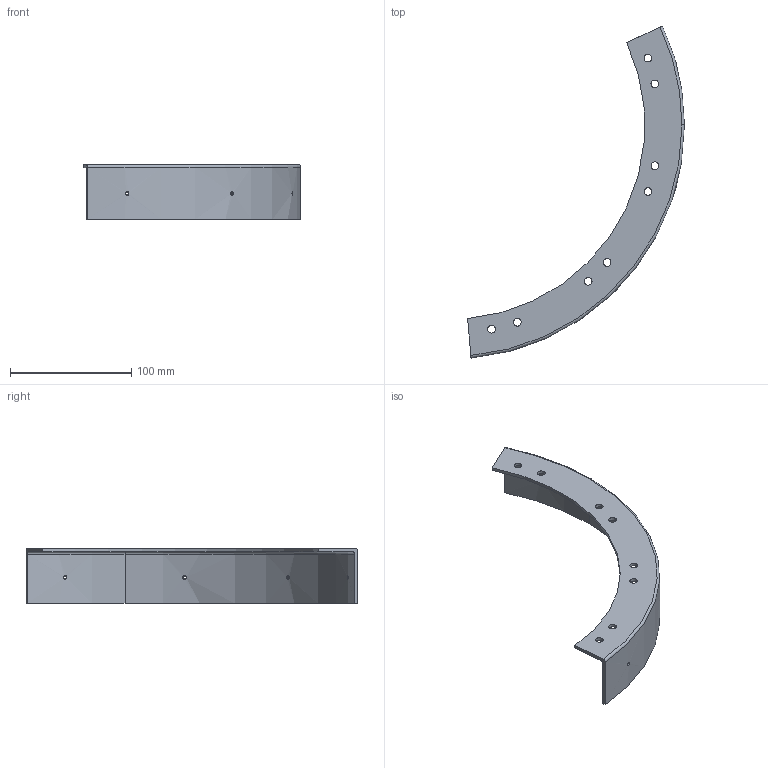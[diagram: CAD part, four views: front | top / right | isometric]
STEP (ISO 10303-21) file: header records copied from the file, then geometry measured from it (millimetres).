
FILE_DESCRIPTION (( 'STEP AP203' ), '1' );
FILE_NAME ('治具1（数量2）.STEP', '2024-12-24T02:50:01', ( '' ), ( '' ), 'SwSTEP 2.0', 'SolidWorks 2022', '' );
FILE_SCHEMA (( 'CONFIG_CONTROL_DESIGN' ));
Length unit declared in the file: millimetre
Products named in the file (1): 治具1（数量2）
Bounding box: 178.45 x 273.22 x 45 mm (x, y, z)
Volume: 65807 mm3; surface area: 54574.4 mm2
Topology: 1 solids, 1 shells, 38 faces, 106 edges, 70 vertices
Faces by surface type: cylinder 29, plane 5, torus 4
Entity records: 1739 total; most frequent: CARTESIAN_POINT 615, DIRECTION 220, ORIENTED_EDGE 212, EDGE_CURVE 106, AXIS2_PLACEMENT_3D 91, VERTEX_POINT 70, EDGE_LOOP 62, CIRCLE 52
